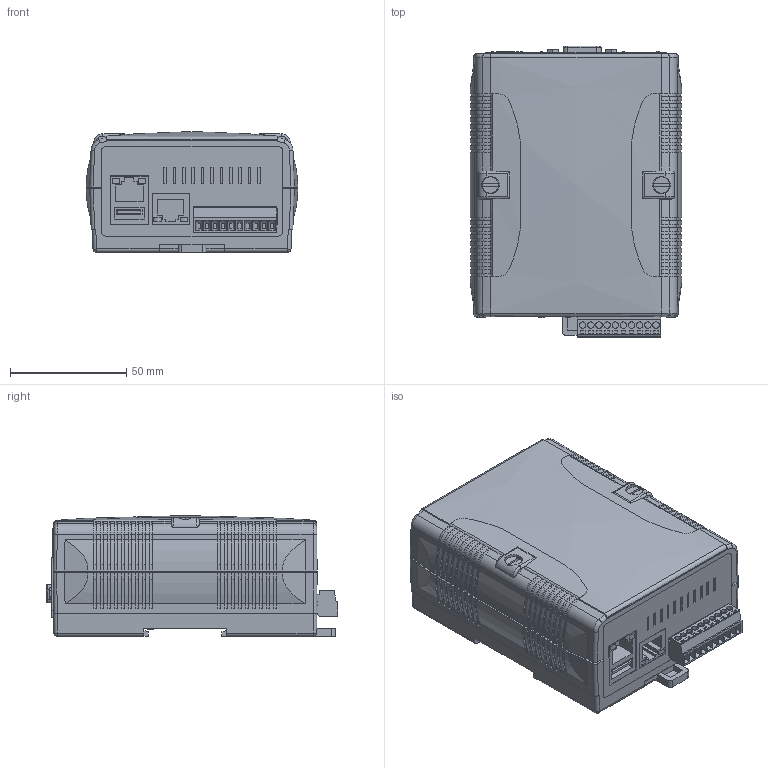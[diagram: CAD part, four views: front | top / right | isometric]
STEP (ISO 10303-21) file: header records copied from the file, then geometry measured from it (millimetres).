
FILE_DESCRIPTION (( 'STEP AP203' ), '1' );
FILE_NAME ('WP-5141.STEP', '2024-02-29T05:29:33', ( 'Windows 使用者' ), ( '' ), 'SwSTEP 2.0', 'SolidWorks 2020', '' );
FILE_SCHEMA (( 'CONFIG_CONTROL_DESIGN' ));
Length unit declared in the file: millimetre
Products named in the file (24): 4SIL1K0000001; LAN_USB; WP-5141; 4SIL1G0000002; 7000-02ds.sldasm-Part-4-3; 7000-02ds.sldasm-Part-5-3; 7000-02ds.sldasm-Part-6-3; 7000-02ds.sldasm-Part-10-3; 7000-02ds.sldasm-Part-27-3; 4SIL1G0000001; SD座; 4SIL1G0000007; 7000-02ds.sldasm-Part-13-3; 4SIL1G0000021; 箭頭SW_0-F; 4SIL1G0000008; MC420-350_10; 4SIL1G0000005; 4SS51G0000001; 4SIL1G0000006; USB mini type; 4SIL1A0000001; ME030-35010; RJ4501x1_02
Assembly tree (23 placements, depth 2):
  WP-5141
    4SIL1G0000002
    7000-02ds.sldasm-Part-4-3
    4SIL1A0000001
    7000-02ds.sldasm-Part-5-3
    7000-02ds.sldasm-Part-6-3
    7000-02ds.sldasm-Part-10-3
    7000-02ds.sldasm-Part-13-3
    4SIL1G0000021
    4SIL1K0000001
    4SIL1G0000001
    4SIL1G0000005
    4SIL1G0000007
    4SIL1G0000006
    4SIL1G0000008
    7000-02ds.sldasm-Part-27-3
    SD座
    USB mini type
    箭頭SW_0-F
    LAN_USB
    ME030-35010
    MC420-350_10
    RJ4501x1_02
    4SS51G0000001
Bounding box: 91 x 125.34 x 52 mm (x, y, z)
Volume: 124613.6 mm3; surface area: 151152.5 mm2
Topology: 25 solids, 25 shells, 2962 faces, 7958 edges, 5184 vertices
Faces by surface type: plane 2044, cylinder 823, bspline 60, sphere 23, torus 8, cone 4
Entity records: 103343 total; most frequent: CARTESIAN_POINT 27124, ORIENTED_EDGE 15900, DIRECTION 14326, EDGE_CURVE 7950, VECTOR 5912, LINE 5912, VERTEX_POINT 5180, AXIS2_PLACEMENT_3D 4207
